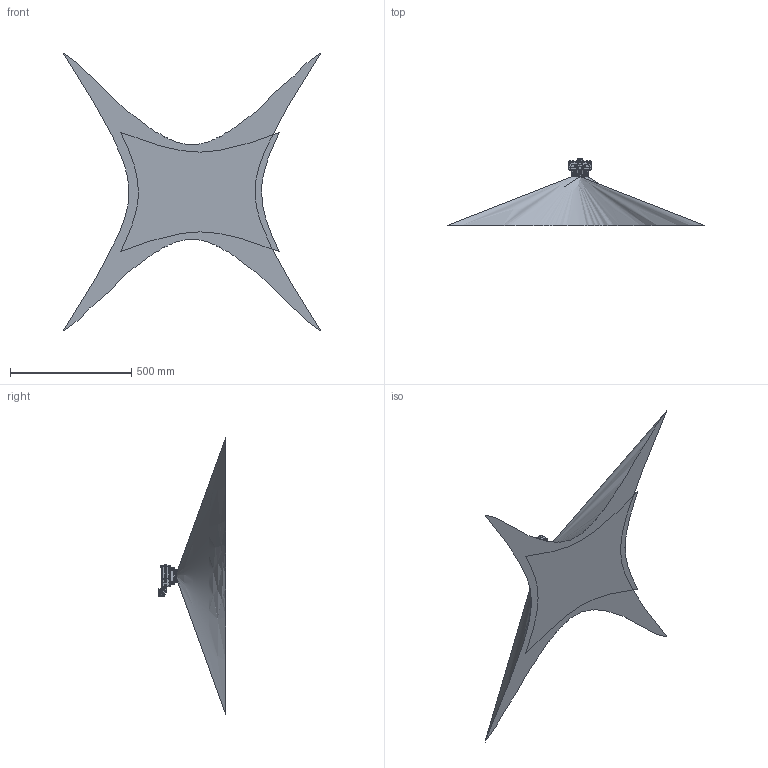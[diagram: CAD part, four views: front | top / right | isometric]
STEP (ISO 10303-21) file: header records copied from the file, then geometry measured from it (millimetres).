
FILE_DESCRIPTION(/* description */ (''),/* implementation_level */ '2;1');
FILE_NAME(/* name */ 'FT120-withFOV.stp',/* time_stamp */ '2024-05-09T20:48:14+08:00',/* author */ (''),/* organization */ (''),/* preprocessor_version */ 'ST-DEVELOPER v16.7',/* originating_system */ 'SIEMENS PLM Software NX 1934',/* authorisation */ '');
FILE_SCHEMA (('AUTOMOTIVE_DESIGN { 1 0 10303 214 3 1 1 1 }'));
Products named in the file (1): liuw8D84D6C57glr
Bounding box: 1063.09 x 279.21 x 1148.67 mm (x, y, z)
Volume: 41721728.9 mm3; surface area: 1709401 mm2
Topology: 28 solids, 76 shells, 6998 faces, 18757 edges, 11618 vertices
Faces by surface type: plane 2567, cylinder 2332, bspline 818, extrusion 509, cone 258, sphere 247, torus 204, revolution 63
Full cylindrical faces by diameter (mm): 0.4 x1
Entity records: 287263 total; most frequent: CARTESIAN_POINT 124683, ORIENTED_EDGE 36065, DIRECTION 29538, EDGE_CURVE 18429, VERTEX_POINT 11619, VECTOR 9981, AXIS2_PLACEMENT_3D 9747, LINE 9472
